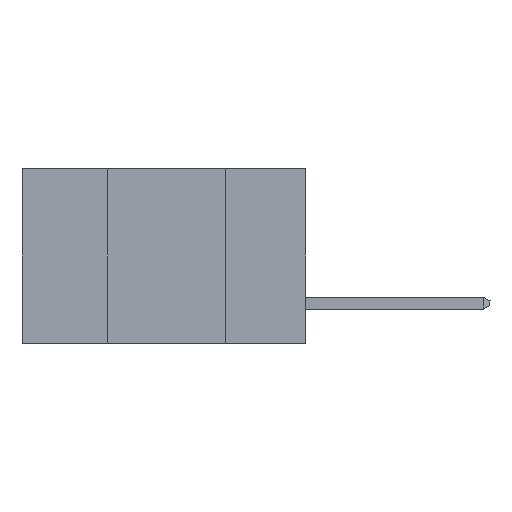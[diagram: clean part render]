
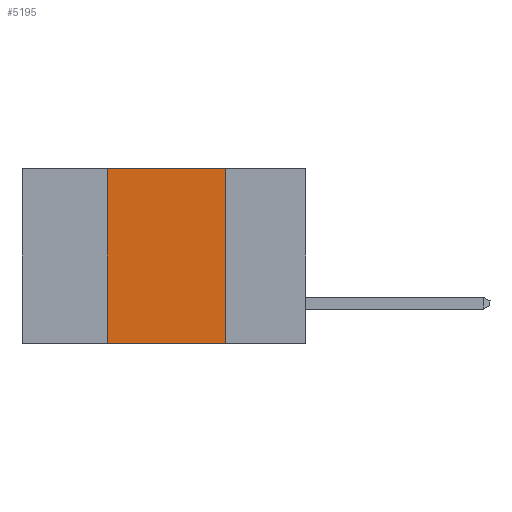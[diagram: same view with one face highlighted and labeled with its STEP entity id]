
A CAD part, left-side view. The second image highlights one B-rep face of the part: STEP entity #5195.
In plain terms, the highlighted planar face has unit normal (-1, 0, 0).
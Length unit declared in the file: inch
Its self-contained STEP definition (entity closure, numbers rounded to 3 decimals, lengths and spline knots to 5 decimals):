
#87 = EDGE_CURVE ( 'NONE', #4148, #8977, #3876, .T. ) ;
#994 = DIRECTION ( 'NONE',  ( 0., -1., 0. ) ) ;
#1390 = CARTESIAN_POINT ( 'NONE',  ( 0., 0.42, -0.37 ) ) ;
#1940 = DIRECTION ( 'NONE',  ( 0., -1., 0. ) ) ;
#2004 = CARTESIAN_POINT ( 'NONE',  ( 0., 0.42, -0.37 ) ) ;
#2417 = VERTEX_POINT ( 'NONE', #7057 ) ;
#3287 = LINE ( 'NONE', #9660, #7964 ) ;
#3494 = FACE_OUTER_BOUND ( 'NONE', #4347, .T. ) ;
#3784 = ORIENTED_EDGE ( 'NONE', *, *, #4787, .F. ) ;
#3810 = CARTESIAN_POINT ( 'NONE',  ( 0., 0.17, 0. ) ) ;
#3876 = LINE ( 'NONE', #1390, #6544 ) ;
#4148 = VERTEX_POINT ( 'NONE', #2004 ) ;
#4240 = CARTESIAN_POINT ( 'NONE',  ( 0., 0.6, 0. ) ) ;
#4347 = EDGE_LOOP ( 'NONE', ( #7209, #3784, #8158, #9862 ) ) ;
#4787 = EDGE_CURVE ( 'NONE', #8977, #7497, #3287, .T. ) ;
#5133 = DIRECTION ( 'NONE',  ( 0., 0., -1. ) ) ;
#5195 = ADVANCED_FACE ( 'NONE', ( #3494 ), #9088, .F. ) ;
#6516 = DIRECTION ( 'NONE',  ( 0., 0., -1. ) ) ;
#6544 = VECTOR ( 'NONE', #7929, 39.37008 ) ;
#6585 = AXIS2_PLACEMENT_3D ( 'NONE', #4240, #9758, #5133 ) ;
#7057 = CARTESIAN_POINT ( 'NONE',  ( 0., 0.17, -0.37 ) ) ;
#7209 = ORIENTED_EDGE ( 'NONE', *, *, #7256, .F. ) ;
#7256 = EDGE_CURVE ( 'NONE', #7497, #2417, #8871, .T. ) ;
#7474 = EDGE_CURVE ( 'NONE', #4148, #2417, #9231, .T. ) ;
#7480 = CARTESIAN_POINT ( 'NONE',  ( 0., 0.42, 0. ) ) ;
#7497 = VERTEX_POINT ( 'NONE', #3810 ) ;
#7661 = CARTESIAN_POINT ( 'NONE',  ( 0., 0.6, -0.37 ) ) ;
#7929 = DIRECTION ( 'NONE',  ( 0., 0., 1. ) ) ;
#7964 = VECTOR ( 'NONE', #994, 39.37008 ) ;
#8158 = ORIENTED_EDGE ( 'NONE', *, *, #87, .F. ) ;
#8215 = VECTOR ( 'NONE', #6516, 39.37008 ) ;
#8871 = LINE ( 'NONE', #9800, #8215 ) ;
#8977 = VERTEX_POINT ( 'NONE', #7480 ) ;
#9088 = PLANE ( 'NONE',  #6585 ) ;
#9231 = LINE ( 'NONE', #7661, #10408 ) ;
#9660 = CARTESIAN_POINT ( 'NONE',  ( 0., 0.6, 0. ) ) ;
#9758 = DIRECTION ( 'NONE',  ( 1., 0., 0. ) ) ;
#9800 = CARTESIAN_POINT ( 'NONE',  ( 0., 0.17, -0.37 ) ) ;
#9862 = ORIENTED_EDGE ( 'NONE', *, *, #7474, .T. ) ;
#10408 = VECTOR ( 'NONE', #1940, 39.37008 ) ;
